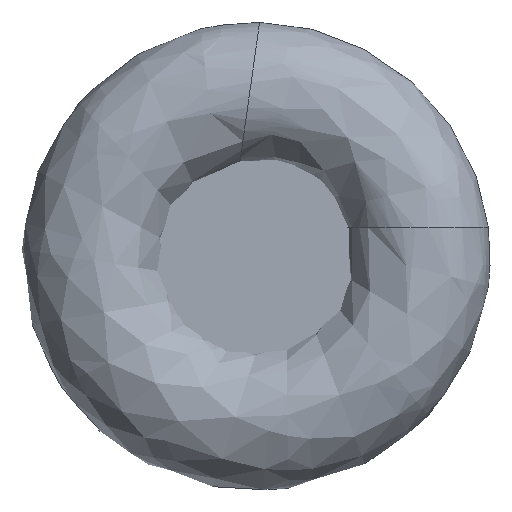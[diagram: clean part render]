
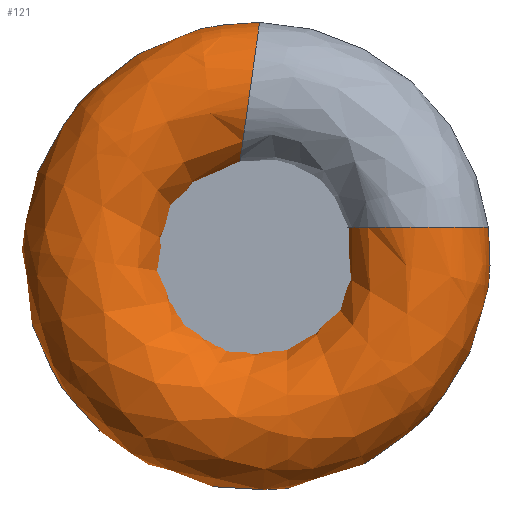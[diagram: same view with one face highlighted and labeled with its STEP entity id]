
A CAD part, left-side view. The second image highlights one B-rep face of the part: STEP entity #121.
In plain terms, the highlighted free-form (B-spline) face has degree [3, 3] with [7, 7] control points.
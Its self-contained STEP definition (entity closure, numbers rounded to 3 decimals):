
#32=(
BOUNDED_SURFACE()
B_SPLINE_SURFACE(3,3,((#480,#481,#482,#483,#484,#485,#486),(#487,#488,#489,
#490,#491,#492,#493),(#494,#495,#496,#497,#498,#499,#500),(#501,#502,#503,
#504,#505,#506,#507),(#508,#509,#510,#511,#512,#513,#514),(#515,#516,#517,
#518,#519,#520,#521),(#522,#523,#524,#525,#526,#527,#528)),
 .UNSPECIFIED.,.T.,.F.,.F.)
B_SPLINE_SURFACE_WITH_KNOTS((1,3,3,3,1),(4,3,4),(-0.5,0.,0.5,1.,1.5),(0.,
0.5,1.),.UNSPECIFIED.)
GEOMETRIC_REPRESENTATION_ITEM()
RATIONAL_B_SPLINE_SURFACE(((1.,0.567,0.567,1.,0.567,
0.567,1.),(0.333,0.189,0.189,
0.333,0.189,0.189,0.333),
(0.333,0.189,0.189,0.333,
0.189,0.189,0.333),(1.,0.567,
0.567,1.,0.567,0.567,1.),(0.333,
0.189,0.189,0.333,0.189,0.189,
0.333),(0.333,0.189,0.189,
0.333,0.189,0.189,0.333),
(1.,0.567,0.567,1.,0.567,0.567,
1.)))
REPRESENTATION_ITEM('')
SURFACE()
);
#100=FACE_BOUND('',#160,.T.);
#101=FACE_BOUND('',#161,.T.);
#121=ADVANCED_FACE('',(#100,#101),#32,.F.);
#160=EDGE_LOOP('',(#196));
#161=EDGE_LOOP('',(#197));
#196=ORIENTED_EDGE('',*,*,#234,.T.);
#197=ORIENTED_EDGE('',*,*,#235,.T.);
#216=VERTEX_POINT('',#477);
#217=VERTEX_POINT('',#479);
#234=EDGE_CURVE('',#216,#216,#252,.T.);
#235=EDGE_CURVE('',#217,#217,#253,.T.);
#252=CIRCLE('',#287,5.);
#253=CIRCLE('',#288,5.);
#287=AXIS2_PLACEMENT_3D('',#476,#356,#357);
#288=AXIS2_PLACEMENT_3D('',#478,#358,#359);
#356=DIRECTION('',(0.,0.99,0.14));
#357=DIRECTION('',(1.,0.,0.));
#358=DIRECTION('',(0.,0.,-1.));
#359=DIRECTION('',(1.,0.,0.));
#476=CARTESIAN_POINT('',(5.,0.459,11.047));
#477=CARTESIAN_POINT('',(10.,0.459,11.047));
#478=CARTESIAN_POINT('',(5.,-10.874,2.));
#479=CARTESIAN_POINT('',(10.,-10.874,2.));
#480=CARTESIAN_POINT('',(10.,-10.874,2.));
#481=CARTESIAN_POINT('',(10.,-13.078,-9.983));
#482=CARTESIAN_POINT('',(10.,-2.625,-16.242));
#483=CARTESIAN_POINT('',(10.,6.898,-8.641));
#484=CARTESIAN_POINT('',(10.,16.42,-1.04));
#485=CARTESIAN_POINT('',(10.,12.633,10.541));
#486=CARTESIAN_POINT('',(10.,0.459,11.047));
#487=CARTESIAN_POINT('',(10.,-0.874,2.));
#488=CARTESIAN_POINT('',(10.,-3.078,1.037));
#489=CARTESIAN_POINT('',(10.,-2.947,-1.365));
#490=CARTESIAN_POINT('',(10.,-0.652,-2.083));
#491=CARTESIAN_POINT('',(10.,1.644,-2.801));
#492=CARTESIAN_POINT('',(10.,3.12,-0.902));
#493=CARTESIAN_POINT('',(10.,1.858,1.145));
#494=CARTESIAN_POINT('',(0.,-0.874,2.));
#495=CARTESIAN_POINT('',(0.,-3.078,1.037));
#496=CARTESIAN_POINT('',(0.,-2.947,-1.365));
#497=CARTESIAN_POINT('',(0.,-0.652,-2.083));
#498=CARTESIAN_POINT('',(0.,1.644,-2.801));
#499=CARTESIAN_POINT('',(0.,3.12,-0.902));
#500=CARTESIAN_POINT('',(0.,1.858,1.145));
#501=CARTESIAN_POINT('',(0.,-10.874,2.));
#502=CARTESIAN_POINT('',(0.,-13.078,-9.983));
#503=CARTESIAN_POINT('',(0.,-2.625,-16.242));
#504=CARTESIAN_POINT('',(0.,6.898,-8.641));
#505=CARTESIAN_POINT('',(0.,16.42,-1.04));
#506=CARTESIAN_POINT('',(0.,12.633,10.541));
#507=CARTESIAN_POINT('',(0.,0.459,11.047));
#508=CARTESIAN_POINT('',(0.,-20.874,2.));
#509=CARTESIAN_POINT('',(0.,-23.078,-21.003));
#510=CARTESIAN_POINT('',(0.,-2.302,-31.12));
#511=CARTESIAN_POINT('',(0.,14.447,-15.199));
#512=CARTESIAN_POINT('',(0.,31.196,0.721));
#513=CARTESIAN_POINT('',(0.,22.146,21.984));
#514=CARTESIAN_POINT('',(0.,-0.939,20.949));
#515=CARTESIAN_POINT('',(10.,-20.874,2.));
#516=CARTESIAN_POINT('',(10.,-23.078,-21.003));
#517=CARTESIAN_POINT('',(10.,-2.302,-31.12));
#518=CARTESIAN_POINT('',(10.,14.447,-15.199));
#519=CARTESIAN_POINT('',(10.,31.196,0.721));
#520=CARTESIAN_POINT('',(10.,22.146,21.984));
#521=CARTESIAN_POINT('',(10.,-0.939,20.949));
#522=CARTESIAN_POINT('',(10.,-10.874,2.));
#523=CARTESIAN_POINT('',(10.,-13.078,-9.983));
#524=CARTESIAN_POINT('',(10.,-2.625,-16.242));
#525=CARTESIAN_POINT('',(10.,6.898,-8.641));
#526=CARTESIAN_POINT('',(10.,16.42,-1.04));
#527=CARTESIAN_POINT('',(10.,12.633,10.541));
#528=CARTESIAN_POINT('',(10.,0.459,11.047));
